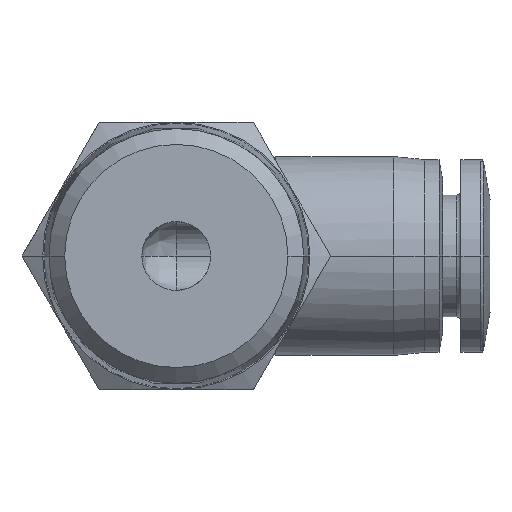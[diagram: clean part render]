
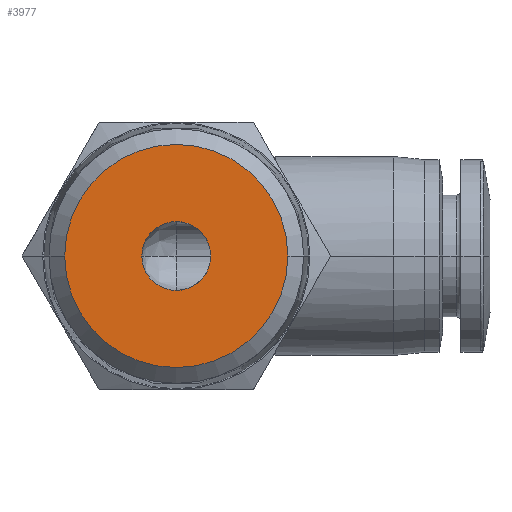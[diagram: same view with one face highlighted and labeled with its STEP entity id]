
A CAD part, front view. The second image highlights one B-rep face of the part: STEP entity #3977.
In plain terms, the highlighted planar face has unit normal (0, -1, 0).
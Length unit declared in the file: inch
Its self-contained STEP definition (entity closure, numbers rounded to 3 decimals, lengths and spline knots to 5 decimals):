
#29 = DIRECTION ( 'NONE',  ( -1., 0., 0. ) ) ;
#45 = CARTESIAN_POINT ( 'NONE',  ( 0.08858, -0.68898, 0. ) ) ;
#57 = DIRECTION ( 'NONE',  ( -1., 0., 0. ) ) ;
#124 = CARTESIAN_POINT ( 'NONE',  ( 0., -0.68898, 0. ) ) ;
#187 = CARTESIAN_POINT ( 'NONE',  ( -0.28703, -0.68898, 0. ) ) ;
#253 = ORIENTED_EDGE ( 'NONE', *, *, #2581, .T. ) ;
#438 = DIRECTION ( 'NONE',  ( 0., -1., 0. ) ) ;
#508 = EDGE_LOOP ( 'NONE', ( #3517, #2968 ) ) ;
#586 = EDGE_LOOP ( 'NONE', ( #1780, #253 ) ) ;
#626 = CIRCLE ( 'NONE', #4022, 0.08858 ) ;
#770 = EDGE_CURVE ( 'NONE', #1999, #829, #1758, .T. ) ;
#829 = VERTEX_POINT ( 'NONE', #3496 ) ;
#1033 = AXIS2_PLACEMENT_3D ( 'NONE', #2540, #438, #2880 ) ;
#1080 = FACE_OUTER_BOUND ( 'NONE', #508, .T. ) ;
#1173 = DIRECTION ( 'NONE',  ( 0., 1., 0. ) ) ;
#1357 = CARTESIAN_POINT ( 'NONE',  ( 0., -0.68898, 0. ) ) ;
#1433 = AXIS2_PLACEMENT_3D ( 'NONE', #1688, #4066, #2042 ) ;
#1560 = VERTEX_POINT ( 'NONE', #4251 ) ;
#1688 = CARTESIAN_POINT ( 'NONE',  ( 0., -0.68898, 0. ) ) ;
#1702 = DIRECTION ( 'NONE',  ( -1., 0., 0. ) ) ;
#1758 = CIRCLE ( 'NONE', #3788, 0.28703 ) ;
#1780 = ORIENTED_EDGE ( 'NONE', *, *, #4390, .T. ) ;
#1904 = VERTEX_POINT ( 'NONE', #45 ) ;
#1999 = VERTEX_POINT ( 'NONE', #187 ) ;
#2042 = DIRECTION ( 'NONE',  ( -1., 0., 0. ) ) ;
#2131 = DIRECTION ( 'NONE',  ( 0., 1., 0. ) ) ;
#2217 = AXIS2_PLACEMENT_3D ( 'NONE', #1357, #3746, #1702 ) ;
#2252 = CIRCLE ( 'NONE', #2217, 0.08858 ) ;
#2532 = PLANE ( 'NONE',  #1033 ) ;
#2540 = CARTESIAN_POINT ( 'NONE',  ( -0.14352, -0.68898, 0. ) ) ;
#2581 = EDGE_CURVE ( 'NONE', #1904, #1560, #2252, .T. ) ;
#2880 = DIRECTION ( 'NONE',  ( 1., 0., 0. ) ) ;
#2919 = FACE_BOUND ( 'NONE', #586, .T. ) ;
#2968 = ORIENTED_EDGE ( 'NONE', *, *, #3806, .F. ) ;
#3496 = CARTESIAN_POINT ( 'NONE',  ( 0.28703, -0.68898, 0. ) ) ;
#3517 = ORIENTED_EDGE ( 'NONE', *, *, #770, .F. ) ;
#3746 = DIRECTION ( 'NONE',  ( 0., 1., 0. ) ) ;
#3788 = AXIS2_PLACEMENT_3D ( 'NONE', #124, #1173, #57 ) ;
#3806 = EDGE_CURVE ( 'NONE', #829, #1999, #4117, .T. ) ;
#3977 = ADVANCED_FACE ( 'NONE', ( #2919, #1080 ), #2532, .T. ) ;
#4022 = AXIS2_PLACEMENT_3D ( 'NONE', #4129, #2131, #29 ) ;
#4066 = DIRECTION ( 'NONE',  ( 0., 1., 0. ) ) ;
#4117 = CIRCLE ( 'NONE', #1433, 0.28703 ) ;
#4129 = CARTESIAN_POINT ( 'NONE',  ( 0., -0.68898, 0. ) ) ;
#4251 = CARTESIAN_POINT ( 'NONE',  ( -0.08858, -0.68898, 0. ) ) ;
#4390 = EDGE_CURVE ( 'NONE', #1560, #1904, #626, .T. ) ;
